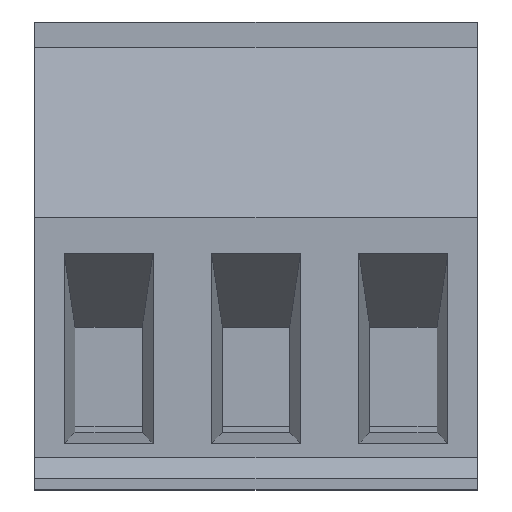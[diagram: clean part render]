
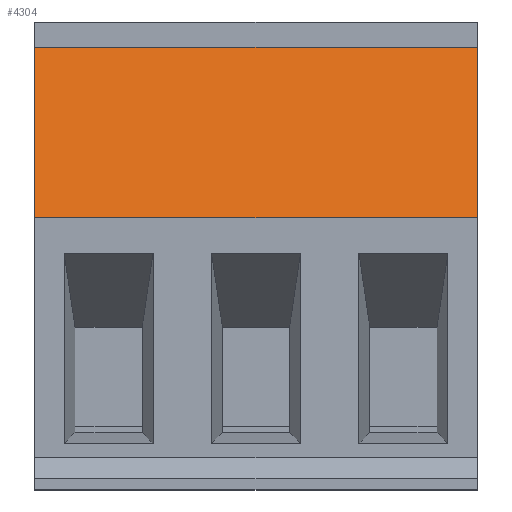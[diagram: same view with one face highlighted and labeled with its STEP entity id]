
A CAD part, top view. The second image highlights one B-rep face of the part: STEP entity #4304.
In plain terms, the highlighted planar face has unit normal (0, 0.262, 0.965).
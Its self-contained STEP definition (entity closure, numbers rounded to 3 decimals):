
#3605 = VERTEX_POINT('',#3606);
#3606 = CARTESIAN_POINT('',(5.25,4.154,16.625));
#3630 = VERTEX_POINT('',#3631);
#3631 = CARTESIAN_POINT('',(5.25,0.104,17.725));
#3637 = EDGE_CURVE('',#3630,#3605,#3638,.T.);
#3638 = LINE('',#3639,#3640);
#3639 = CARTESIAN_POINT('',(5.25,0.104,17.725));
#3640 = VECTOR('',#3641,1.);
#3641 = DIRECTION('',(0.,0.965,-0.262)
  );
#3683 = EDGE_CURVE('',#3684,#3630,#3686,.T.);
#3684 = VERTEX_POINT('',#3685);
#3685 = CARTESIAN_POINT('',(-5.25,0.104,17.725));
#3686 = LINE('',#3687,#3688);
#3687 = CARTESIAN_POINT('',(-5.25,0.104,17.725));
#3688 = VECTOR('',#3689,1.);
#3689 = DIRECTION('',(1.,0.,0.));
#3707 = VERTEX_POINT('',#3708);
#3708 = CARTESIAN_POINT('',(-5.25,4.154,16.625));
#3732 = EDGE_CURVE('',#3684,#3707,#3733,.T.);
#3733 = LINE('',#3734,#3735);
#3734 = CARTESIAN_POINT('',(-5.25,0.104,17.725));
#3735 = VECTOR('',#3736,1.);
#3736 = DIRECTION('',(0.,0.965,-0.262)
  );
#4304 = ADVANCED_FACE('',(#4305),#4316,.F.);
#4305 = FACE_BOUND('',#4306,.F.);
#4306 = EDGE_LOOP('',(#4307,#4308,#4309,#4310));
#4307 = ORIENTED_EDGE('',*,*,#3637,.F.);
#4308 = ORIENTED_EDGE('',*,*,#3683,.F.);
#4309 = ORIENTED_EDGE('',*,*,#3732,.T.);
#4310 = ORIENTED_EDGE('',*,*,#4311,.T.);
#4311 = EDGE_CURVE('',#3707,#3605,#4312,.T.);
#4312 = LINE('',#4313,#4314);
#4313 = CARTESIAN_POINT('',(-5.25,4.154,16.625));
#4314 = VECTOR('',#4315,1.);
#4315 = DIRECTION('',(1.,0.,0.));
#4316 = PLANE('',#4317);
#4317 = AXIS2_PLACEMENT_3D('',#4318,#4319,#4320);
#4318 = CARTESIAN_POINT('',(-5.25,0.104,17.725));
#4319 = DIRECTION('',(0.,-0.262,
    -0.965));
#4320 = DIRECTION('',(0.,-0.965,0.262
    ));
